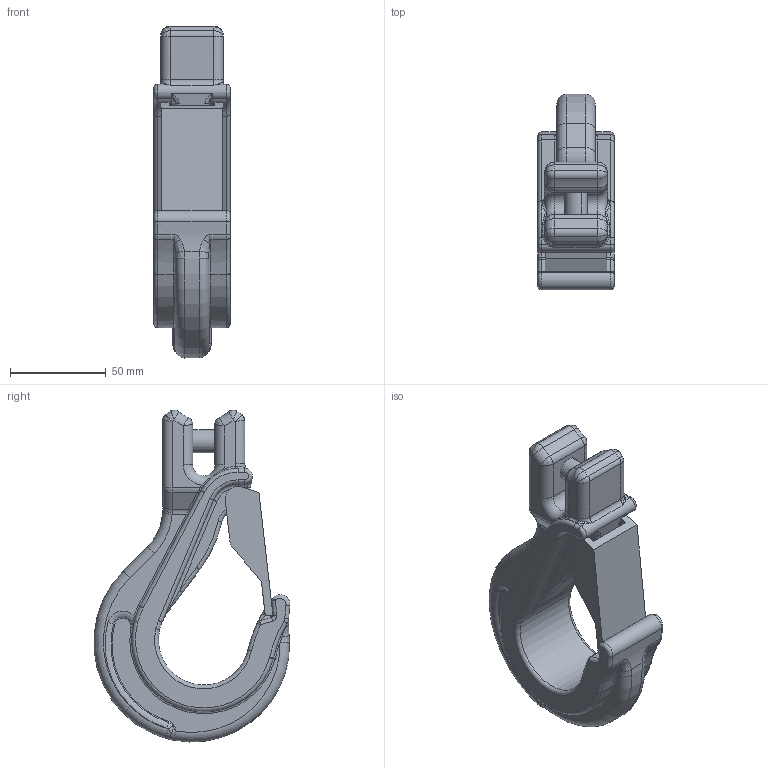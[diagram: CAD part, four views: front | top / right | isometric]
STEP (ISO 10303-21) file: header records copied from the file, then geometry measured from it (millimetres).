
FILE_DESCRIPTION(('CATIA V5 STEP Exchange'),'2;1');
FILE_NAME('X-043_S-13.stp','2019-07-16T05:58:44+00:00',('none'),('none'),'CATIA Version 5 Release 21 GA (IN-10)','CATIA V5 STEP AP203','none');
FILE_SCHEMA(('CONFIG_CONTROL_DESIGN'));
Length unit declared in the file: millimetre
Products named in the file (1): X-043/S-13
Bounding box: 40 x 102.47 x 173.8 mm (x, y, z)
Volume: 236895.6 mm3; surface area: 44870.8 mm2
Topology: 1 solids, 1 shells, 301 faces, 728 edges, 401 vertices
Faces by surface type: cylinder 98, torus 86, bspline 54, plane 49, sphere 10, revolution 4
Entity records: 12390 total; most frequent: CARTESIAN_POINT 6256, ORIENTED_EDGE 1400, DIRECTION 958, EDGE_CURVE 700, AXIS2_PLACEMENT_3D 531, VERTEX_POINT 401, CIRCLE 314, EDGE_LOOP 303
